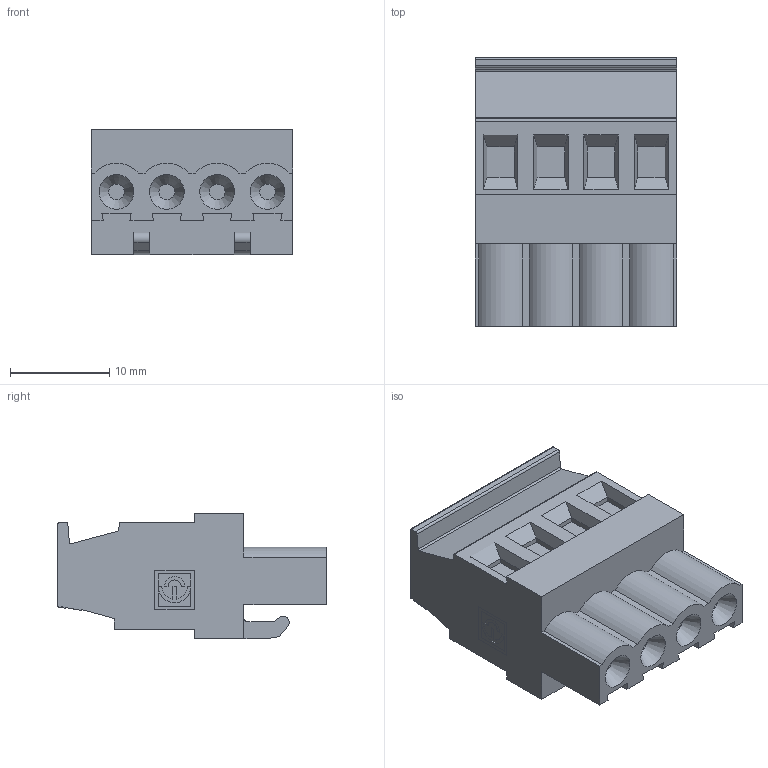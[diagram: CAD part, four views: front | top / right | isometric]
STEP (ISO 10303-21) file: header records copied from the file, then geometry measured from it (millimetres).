
FILE_DESCRIPTION(('STEP AP214'),'1');
FILE_NAME('SV04-5,08-P.stp','2020-05-11T07:29:00',(' '),(' '),'Spatial InterOp 3D',' ',' ');
FILE_SCHEMA(('automotive_design'));
Length unit declared in the file: metre
Products named in the file (1): 1
Bounding box: 20.32 x 27.1 x 12.7 mm (x, y, z)
Volume: 4565.1 mm3; surface area: 2517.2 mm2
Topology: 1 solids, 1 shells, 184 faces, 475 edges, 309 vertices
Faces by surface type: plane 137, cylinder 42, cone 4, extrusion 1
Full cylindrical faces by diameter (mm): 1.6 x4, 4 x4
Entity records: 6918 total; most frequent: CARTESIAN_POINT 964, DIRECTION 917, ORIENTED_EDGE 910, EDGE_CURVE 455, VECTOR 349, LINE 348, VERTEX_POINT 301, AXIS2_PLACEMENT_3D 284
